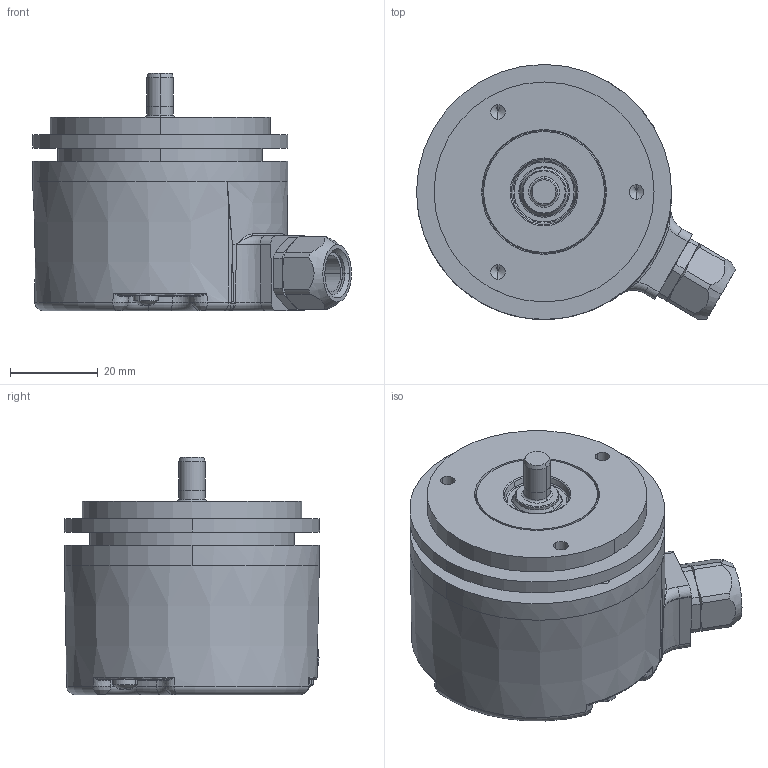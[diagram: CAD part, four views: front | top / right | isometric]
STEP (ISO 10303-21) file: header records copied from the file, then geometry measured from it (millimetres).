
FILE_DESCRIPTION((''),'2;1');
FILE_NAME('392775','2010-11-10T',('se2802'),(''),'PRO/ENGINEER BY PARAMETRIC TECHNOLOGY CORPORATION, 2010180','PRO/ENGINEER BY PARAMETRIC TECHNOLOGY CORPORATION, 2010180','');
FILE_SCHEMA(('CONFIG_CONTROL_DESIGN'));
Products named in the file (1): 392775
Bounding box: 72.52 x 58 x 54 mm (x, y, z)
Volume: 66577.4 mm3; surface area: 37690.1 mm2
Topology: 1 solids, 2 shells, 1429 faces, 3919 edges, 2496 vertices
Faces by surface type: plane 407, extrusion 324, cylinder 296, cone 179, torus 133, bspline 82, sphere 8
Entity records: 54926 total; most frequent: CARTESIAN_POINT 20729, ORIENTED_EDGE 7818, DIRECTION 6062, EDGE_CURVE 3909, VERTEX_POINT 2496, AXIS2_PLACEMENT_3D 2256, B_SPLINE_CURVE_WITH_KNOTS 1774, VECTOR 1550
